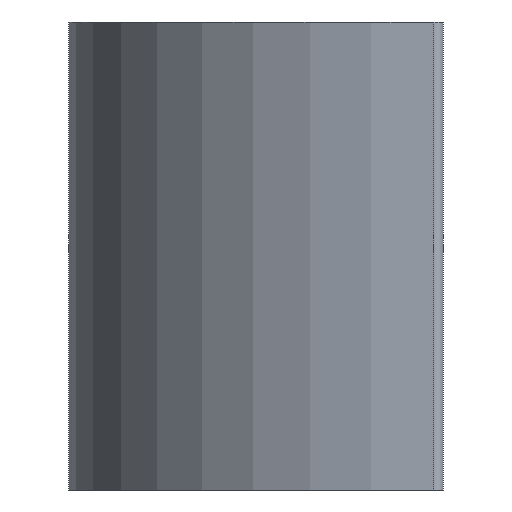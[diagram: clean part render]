
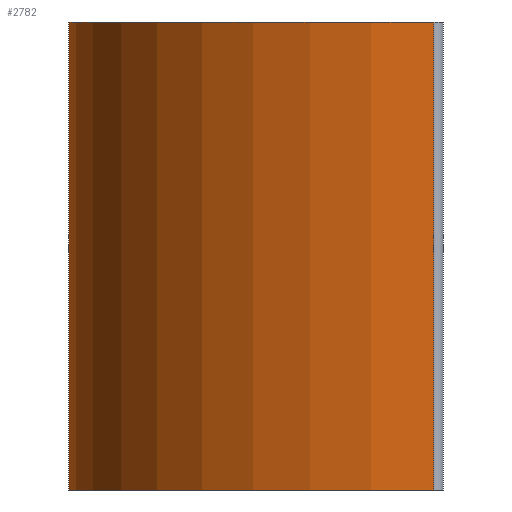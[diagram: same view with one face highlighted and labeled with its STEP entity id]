
A CAD part, left-side view. The second image highlights one B-rep face of the part: STEP entity #2782.
In plain terms, the highlighted cylindrical face has radius 80 mm (diameter 160 mm), a partial arc.
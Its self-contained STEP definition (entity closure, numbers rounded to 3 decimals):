
#150=CIRCLE('',#3044,80.);
#151=CIRCLE('',#3045,80.);
#266=CYLINDRICAL_SURFACE('',#3043,80.);
#377=FACE_OUTER_BOUND('',#521,.T.);
#521=EDGE_LOOP('',(#2126,#2127,#2128,#2129));
#729=LINE('',#4540,#977);
#730=LINE('',#4546,#978);
#977=VECTOR('',#3689,100.);
#978=VECTOR('',#3696,100.);
#1259=VERTEX_POINT('',#4534);
#1261=VERTEX_POINT('',#4538);
#1262=VERTEX_POINT('',#4542);
#1263=VERTEX_POINT('',#4544);
#1623=EDGE_CURVE('',#1259,#1261,#729,.T.);
#1624=EDGE_CURVE('',#1259,#1262,#150,.T.);
#1625=EDGE_CURVE('',#1263,#1261,#151,.T.);
#1626=EDGE_CURVE('',#1262,#1263,#730,.T.);
#2126=ORIENTED_EDGE('',*,*,#1624,.F.);
#2127=ORIENTED_EDGE('',*,*,#1623,.T.);
#2128=ORIENTED_EDGE('',*,*,#1625,.F.);
#2129=ORIENTED_EDGE('',*,*,#1626,.F.);
#2782=ADVANCED_FACE('',(#377),#266,.T.);
#3043=AXIS2_PLACEMENT_3D('',#4541,#3690,#3691);
#3044=AXIS2_PLACEMENT_3D('',#4543,#3692,#3693);
#3045=AXIS2_PLACEMENT_3D('',#4545,#3694,#3695);
#3689=DIRECTION('',(0.,0.,1.));
#3690=DIRECTION('center_axis',(0.,0.,1.));
#3691=DIRECTION('ref_axis',(0.026,-1.,0.));
#3692=DIRECTION('center_axis',(0.,0.,-1.));
#3693=DIRECTION('ref_axis',(0.026,-1.,0.));
#3694=DIRECTION('center_axis',(0.,0.,1.));
#3695=DIRECTION('ref_axis',(0.026,-1.,0.));
#3696=DIRECTION('',(0.,0.,1.));
#4534=CARTESIAN_POINT('',(-37.532,-40.415,0.));
#4538=CARTESIAN_POINT('',(-37.532,-40.415,100.));
#4540=CARTESIAN_POINT('',(-37.532,-40.415,0.));
#4541=CARTESIAN_POINT('Origin',(42.442,-42.478,0.));
#4542=CARTESIAN_POINT('',(40.375,37.496,0.));
#4543=CARTESIAN_POINT('Origin',(42.442,-42.478,0.));
#4544=CARTESIAN_POINT('',(40.375,37.496,100.));
#4545=CARTESIAN_POINT('Origin',(42.442,-42.478,100.));
#4546=CARTESIAN_POINT('',(40.375,37.496,0.));
